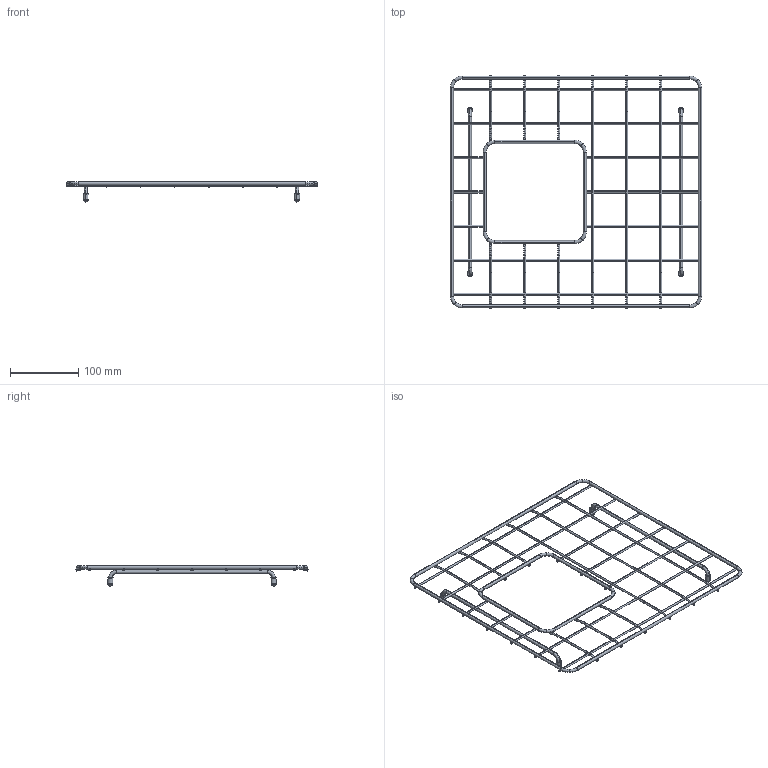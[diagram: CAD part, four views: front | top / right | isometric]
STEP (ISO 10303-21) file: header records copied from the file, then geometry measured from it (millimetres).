
FILE_DESCRIPTION((''),'2;1');
FILE_NAME('2300-2036_ASM','2021-11-02T',('timv'),(''),'CREO PARAMETRIC BY PTC INC, 2015080','CREO PARAMETRIC BY PTC INC, 2015080','');
FILE_SCHEMA(('CONFIG_CONTROL_DESIGN'));
Length unit declared in the file: millimetre
Products named in the file (27): 1501_TEL_DATA_4; 1501_TEL_DATA_8; 1501_TEL_DATA_5; 1501_TEL_DATA_10; 1501_TEL_DATA_12; 1501_TEL_DATA_13; 1501_TEL_DATA_14; 1501_TEL_DATA_15; 1501_TEL_DATA_16; 1501_TEL_DATA_17; 1501_TEL_DATA_18; 1501_TEL_DATA_19; 1501_TEL_DATA_20; 1501_TEL_DATA_21; 1501_TEL_DATA_22; 1501_TEL_DATA_23; 1501_TEL_DATA_24; 1501_TEL_DATA_28; 1501_TEL_DATA_29; 1501_TEL_DATA_30; 1501_TEL_DATA_31; 1501_TEL_DATA_32; 1501_TEL_DATA_33; GL-240; GLF-100; 2300-2036-1_ASM; 2300-2036_ASM
Assembly tree (37 placements, depth 3):
  2300-2036_ASM
    2300-2036-1_ASM
      1501_TEL_DATA_4
      1501_TEL_DATA_8
      1501_TEL_DATA_5  x4
      1501_TEL_DATA_10  x3
      1501_TEL_DATA_12  x3
      1501_TEL_DATA_13
      1501_TEL_DATA_14
      1501_TEL_DATA_15
      1501_TEL_DATA_16
      1501_TEL_DATA_17
      1501_TEL_DATA_18
      1501_TEL_DATA_19
      1501_TEL_DATA_20
      1501_TEL_DATA_21
      1501_TEL_DATA_22
      1501_TEL_DATA_23
      1501_TEL_DATA_24
      1501_TEL_DATA_28
      1501_TEL_DATA_29
      1501_TEL_DATA_30
      1501_TEL_DATA_31
      1501_TEL_DATA_32
      1501_TEL_DATA_33
      GL-240  x2
      GLF-100  x4
Bounding box: 369.34 x 341.11 x 29.77 mm (x, y, z)
Volume: 73567.8 mm3; surface area: 75594.3 mm2
Topology: 36 solids, 36 shells, 332 faces, 643 edges, 375 vertices
Faces by surface type: cylinder 120, torus 112, plane 68, cone 24, sphere 8
Entity records: 7600 total; most frequent: DIRECTION 1642, CARTESIAN_POINT 1171, ORIENTED_EDGE 1024, AXIS2_PLACEMENT_3D 768, EDGE_CURVE 512, CIRCLE 406, VERTEX_POINT 297, EDGE_LOOP 263
